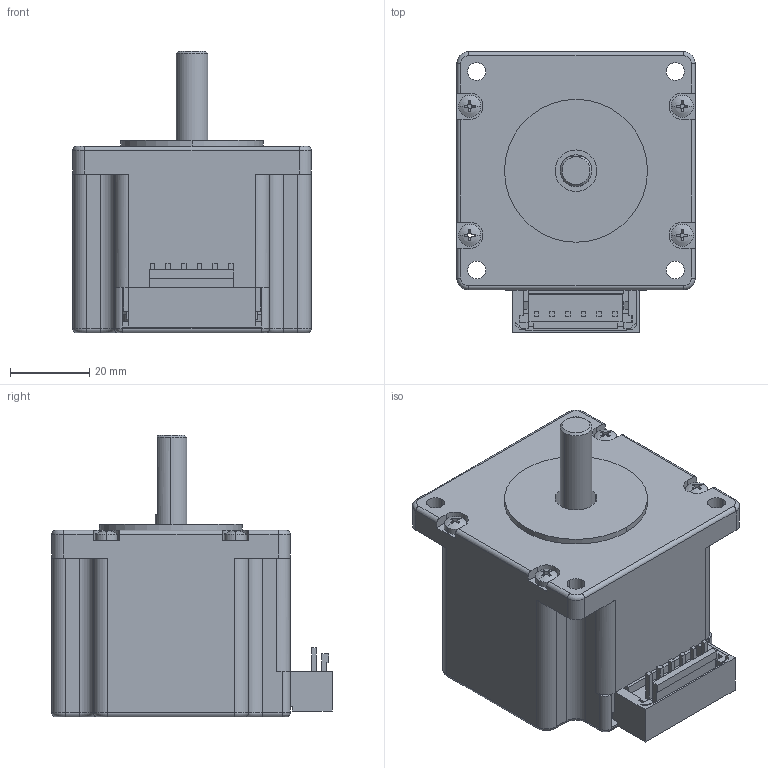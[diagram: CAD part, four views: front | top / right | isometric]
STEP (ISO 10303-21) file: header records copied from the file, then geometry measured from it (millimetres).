
FILE_DESCRIPTION((''),'2;1');
FILE_NAME('FL60STH45-2804AFC_SW0010','2021-03-18T14:39:42',('guhaibo'),(''),'CREO PARAMETRIC BY PTC INC, 2017110','CREO PARAMETRIC BY PTC INC, 2017110','');
FILE_SCHEMA(('CONFIG_CONTROL_DESIGN'));
Length unit declared in the file: millimetre
Products named in the file (1): FL60STH45-2804AFC_SW0010
Bounding box: 60 x 70.6 x 71 mm (x, y, z)
Surface area: 29619 mm2 (no closed solid volume)
Topology: 0 solids, 14 shells, 386 faces, 2088 edges, 1694 vertices
Faces by surface type: plane 259, cylinder 92, torus 16, sphere 8, bspline 7, cone 4
Entity records: 21079 total; most frequent: CARTESIAN_POINT 4954, DIRECTION 3149, ORIENTED_EDGE 2990, EDGE_CURVE 2084, VERTEX_POINT 1694, VECTOR 1651, LINE 1651, AXIS2_PLACEMENT_3D 749
